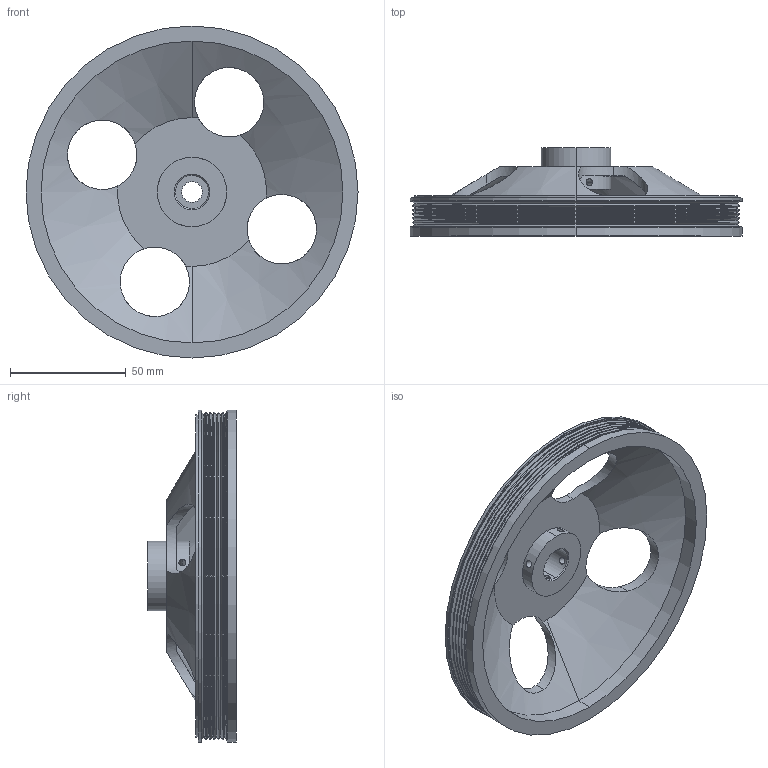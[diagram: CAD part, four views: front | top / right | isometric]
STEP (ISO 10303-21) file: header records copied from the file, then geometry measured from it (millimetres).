
FILE_DESCRIPTION (( 'STEP AP214' ), '1' );
FILE_NAME ('Poulie Usinage.STEP', '2021-02-25T11:00:13', ( '' ), ( '' ), 'SwSTEP 2.0', 'SolidWorks 2015', '' );
FILE_SCHEMA (( 'AUTOMOTIVE_DESIGN' ));
Length unit declared in the file: millimetre
Products named in the file (1): Poulie Usinage
Bounding box: 143.5 x 38.3 x 143.5 mm (x, y, z)
Volume: 94410 mm3; surface area: 49901.7 mm2
Topology: 1 solids, 1 shells, 118 faces, 276 edges, 160 vertices
Faces by surface type: torus 42, cylinder 34, cone 32, plane 10
Entity records: 4412 total; most frequent: CARTESIAN_POINT 1591, DIRECTION 652, ORIENTED_EDGE 552, AXIS2_PLACEMENT_3D 293, EDGE_CURVE 276, CIRCLE 174, VERTEX_POINT 160, EDGE_LOOP 136
